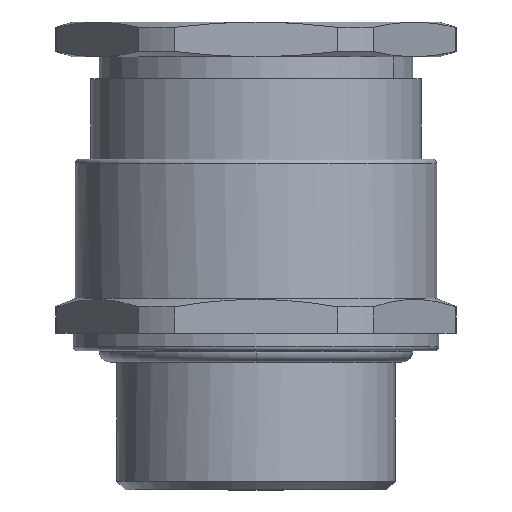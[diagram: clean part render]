
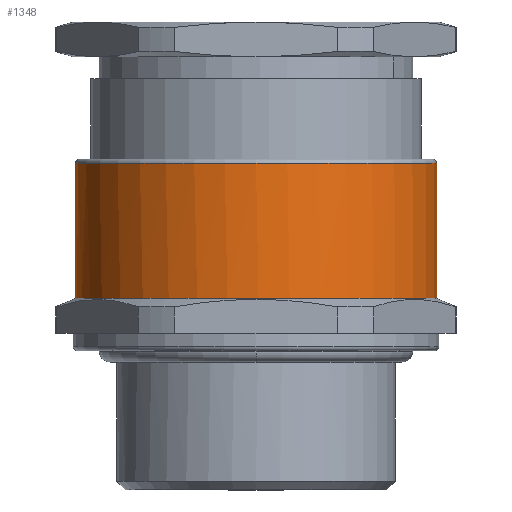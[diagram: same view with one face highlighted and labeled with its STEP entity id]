
A CAD part, left-side view. The second image highlights one B-rep face of the part: STEP entity #1348.
In plain terms, the highlighted cylindrical face has radius 20.75 mm (diameter 41.5 mm), a partial arc.
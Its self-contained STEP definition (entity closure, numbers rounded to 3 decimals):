
#300=AXIS2_PLACEMENT_3D('Circle Axis2P3D',#298,#299,$) ;
#407=AXIS2_PLACEMENT_3D('Circle Axis2P3D',#405,#406,$) ;
#1307=AXIS2_PLACEMENT_3D('Cylinder Axis2P3D',#1304,#1305,#1306) ;
#1338=AXIS2_PLACEMENT_3D('Circle Axis2P3D',#1336,#1337,$) ;
#295=CARTESIAN_POINT('Vertex',(10.204,40.72,22.)) ;
#298=CARTESIAN_POINT('Axis2P3D Location',(21.,23.,22.)) ;
#302=CARTESIAN_POINT('Vertex',(21.,43.75,22.)) ;
#402=CARTESIAN_POINT('Vertex',(21.,2.25,22.)) ;
#405=CARTESIAN_POINT('Axis2P3D Location',(21.,23.,22.)) ;
#1304=CARTESIAN_POINT('Axis2P3D Location',(21.,23.,30.)) ;
#1309=CARTESIAN_POINT('Line Origine',(21.,2.25,30.)) ;
#1313=CARTESIAN_POINT('Vertex',(21.,2.25,37.5)) ;
#1316=CARTESIAN_POINT('Line Origine',(21.,43.75,30.)) ;
#1320=CARTESIAN_POINT('Vertex',(21.,43.75,37.5)) ;
#1336=CARTESIAN_POINT('Axis2P3D Location',(21.,23.,37.5)) ;
#299=DIRECTION('Axis2P3D Direction',(0.,0.,-1.)) ;
#406=DIRECTION('Axis2P3D Direction',(0.,0.,-1.)) ;
#1305=DIRECTION('Axis2P3D Direction',(-0.,0.,1.)) ;
#1306=DIRECTION('Axis2P3D XDirection',(0.,-1.,0.)) ;
#1310=DIRECTION('Vector Direction',(0.,0.,1.)) ;
#1317=DIRECTION('Vector Direction',(0.,0.,1.)) ;
#1337=DIRECTION('Axis2P3D Direction',(-0.,0.,1.)) ;
#1311=VECTOR('Line Direction',#1310,1.) ;
#1318=VECTOR('Line Direction',#1317,1.) ;
#1342=ORIENTED_EDGE('',*,*,#1322,.T.) ;
#1343=ORIENTED_EDGE('',*,*,#304,.T.) ;
#1344=ORIENTED_EDGE('',*,*,#409,.T.) ;
#1345=ORIENTED_EDGE('',*,*,#1315,.F.) ;
#1346=ORIENTED_EDGE('',*,*,#1340,.F.) ;
#1348=ADVANCED_FACE('Part1.1\\Koerper.2',(#1347),#1308,.T.) ;
#301=CIRCLE('generated circle',#300,20.75) ;
#408=CIRCLE('generated circle',#407,20.75) ;
#1339=CIRCLE('generated circle',#1338,20.75) ;
#1308=CYLINDRICAL_SURFACE('generated cylinder',#1307,20.75) ;
#304=EDGE_CURVE('',#303,#296,#301,.F.) ;
#409=EDGE_CURVE('',#296,#403,#408,.F.) ;
#1315=EDGE_CURVE('',#1314,#403,#1312,.F.) ;
#1322=EDGE_CURVE('',#1321,#303,#1319,.F.) ;
#1340=EDGE_CURVE('',#1321,#1314,#1339,.T.) ;
#1341=EDGE_LOOP('',(#1342,#1343,#1344,#1345,#1346)) ;
#1347=FACE_OUTER_BOUND('',#1341,.T.) ;
#1312=LINE('Line',#1309,#1311) ;
#1319=LINE('Line',#1316,#1318) ;
#296=VERTEX_POINT('',#295) ;
#303=VERTEX_POINT('',#302) ;
#403=VERTEX_POINT('',#402) ;
#1314=VERTEX_POINT('',#1313) ;
#1321=VERTEX_POINT('',#1320) ;
